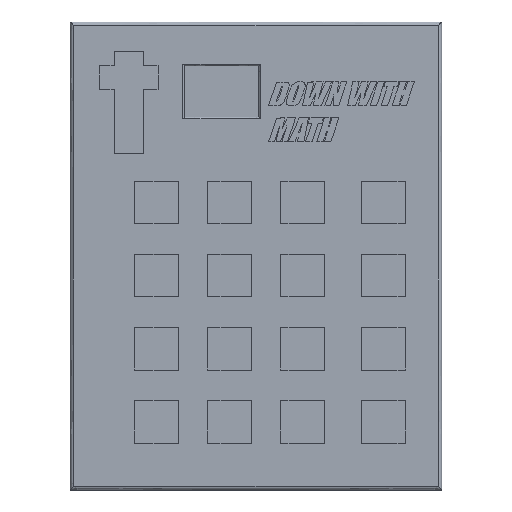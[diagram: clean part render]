
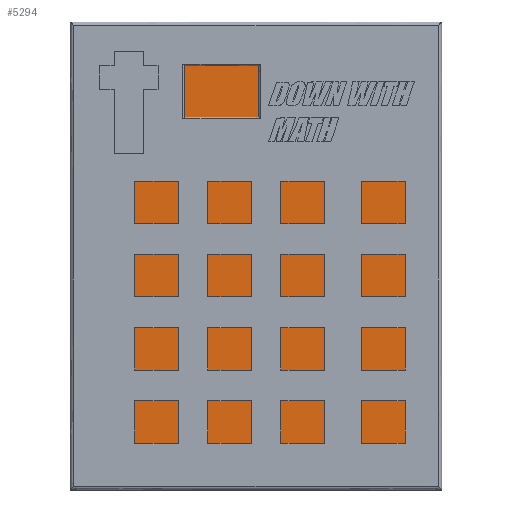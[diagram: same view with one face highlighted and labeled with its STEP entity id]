
A CAD part, top view. The second image highlights one B-rep face of the part: STEP entity #5294.
In plain terms, the highlighted planar face has unit normal (0, 0, 1).
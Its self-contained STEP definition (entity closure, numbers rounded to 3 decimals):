
#258=FACE_OUTER_BOUND('',#542,.T.);
#542=EDGE_LOOP('',(#3539,#3540,#3541,#3542,#3543,#3544,#3545,#3546));
#884=LINE('',#6963,#1544);
#887=LINE('',#6968,#1547);
#889=LINE('',#6972,#1549);
#896=LINE('',#6985,#1556);
#900=LINE('',#6994,#1560);
#901=LINE('',#6996,#1561);
#902=LINE('',#6998,#1562);
#903=LINE('',#6999,#1563);
#1544=VECTOR('',#5835,10.);
#1547=VECTOR('',#5840,10.);
#1549=VECTOR('',#5844,10.);
#1556=VECTOR('',#5855,10.);
#1560=VECTOR('',#5865,10.);
#1561=VECTOR('',#5866,10.);
#1562=VECTOR('',#5867,10.);
#1563=VECTOR('',#5868,10.);
#2203=VERTEX_POINT('',#6960);
#2204=VERTEX_POINT('',#6962);
#2205=VERTEX_POINT('',#6966);
#2206=VERTEX_POINT('',#6970);
#2210=VERTEX_POINT('',#6983);
#2212=VERTEX_POINT('',#6993);
#2213=VERTEX_POINT('',#6995);
#2214=VERTEX_POINT('',#6997);
#2724=EDGE_CURVE('',#2203,#2204,#884,.T.);
#2727=EDGE_CURVE('',#2205,#2203,#887,.T.);
#2729=EDGE_CURVE('',#2206,#2205,#889,.T.);
#2736=EDGE_CURVE('',#2210,#2206,#896,.T.);
#2740=EDGE_CURVE('',#2212,#2210,#900,.T.);
#2741=EDGE_CURVE('',#2213,#2212,#901,.T.);
#2742=EDGE_CURVE('',#2213,#2214,#902,.T.);
#2743=EDGE_CURVE('',#2204,#2214,#903,.T.);
#3539=ORIENTED_EDGE('',*,*,#2740,.F.);
#3540=ORIENTED_EDGE('',*,*,#2741,.F.);
#3541=ORIENTED_EDGE('',*,*,#2742,.T.);
#3542=ORIENTED_EDGE('',*,*,#2743,.F.);
#3543=ORIENTED_EDGE('',*,*,#2724,.F.);
#3544=ORIENTED_EDGE('',*,*,#2727,.F.);
#3545=ORIENTED_EDGE('',*,*,#2729,.F.);
#3546=ORIENTED_EDGE('',*,*,#2736,.F.);
#5068=PLANE('',#5593);
#5294=ADVANCED_FACE('',(#258),#5068,.T.);
#5593=AXIS2_PLACEMENT_3D('',#6992,#5863,#5864);
#5835=DIRECTION('',(0.,1.,0.));
#5840=DIRECTION('',(-1.,0.,0.));
#5844=DIRECTION('',(0.,-1.,0.));
#5855=DIRECTION('',(1.,0.,0.));
#5863=DIRECTION('center_axis',(0.,0.,1.));
#5864=DIRECTION('ref_axis',(1.,0.,0.));
#5865=DIRECTION('',(0.,1.,0.));
#5866=DIRECTION('',(1.,0.,0.));
#5867=DIRECTION('',(0.,-1.,0.));
#5868=DIRECTION('',(-1.,0.,0.));
#6960=CARTESIAN_POINT('',(0.,-150.,3.));
#6962=CARTESIAN_POINT('',(0.,-29.,3.));
#6963=CARTESIAN_POINT('',(0.,-112.5,3.));
#6966=CARTESIAN_POINT('',(117.,-150.,3.));
#6968=CARTESIAN_POINT('',(87.75,-150.,3.));
#6970=CARTESIAN_POINT('',(117.,0.,3.));
#6972=CARTESIAN_POINT('',(117.,-37.5,3.));
#6983=CARTESIAN_POINT('',(0.,0.,3.));
#6985=CARTESIAN_POINT('',(29.25,0.,3.));
#6992=CARTESIAN_POINT('Origin',(58.5,-75.,3.));
#6993=CARTESIAN_POINT('',(0.,-10.,3.));
#6994=CARTESIAN_POINT('',(0.,-42.5,3.));
#6995=CARTESIAN_POINT('',(-5.,-10.,3.));
#6996=CARTESIAN_POINT('',(-3.75,-10.,3.));
#6997=CARTESIAN_POINT('',(-5.,-29.,3.));
#6998=CARTESIAN_POINT('',(-5.,-29.,3.));
#6999=CARTESIAN_POINT('',(-1.25,-29.,3.));
